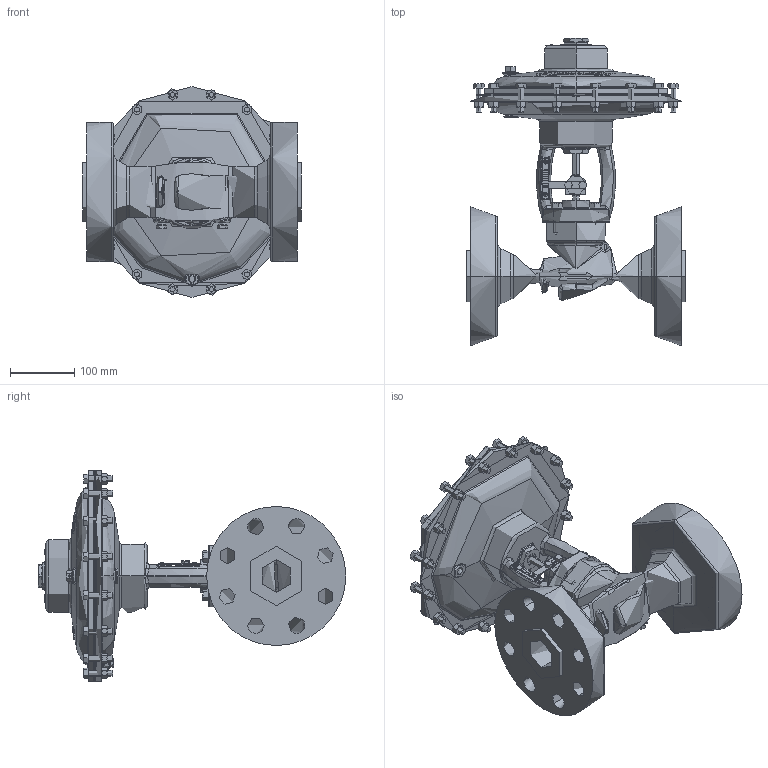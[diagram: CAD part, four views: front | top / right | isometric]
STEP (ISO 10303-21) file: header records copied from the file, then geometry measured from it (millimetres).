
FILE_DESCRIPTION (( 'STEP AP203' ), '1' );
FILE_NAME ('2 INCH HPMV 1500RF FMT (EGR).STEP', '2014-02-03T16:37:24', ( 'PCTech' ), ( 'Microsoft' ), 'SwSTEP 2.0', 'SolidWorks 2013', '' );
FILE_SCHEMA (( 'CONFIG_CONTROL_DESIGN' ));
Length unit declared in the file: inch
Products named in the file (1): 2 INCH HPMV 1500RF FMT (EGR)
Bounding box: 339.73 x 477.51 x 327.02 mm (x, y, z)
Volume: 4547747.6 mm3
Topology: 64 solids, 67 shells, 3026 faces, 7447 edges, 4674 vertices
Faces by surface type: plane 1290, cone 568, bspline 539, cylinder 428, torus 158, sphere 43
Full cylindrical faces by diameter (mm): 50.8 x1
Entity records: 146847 total; most frequent: CARTESIAN_POINT 80766, ORIENTED_EDGE 14828, DIRECTION 11894, EDGE_CURVE 7414, VERTEX_POINT 4670, AXIS2_PLACEMENT_3D 4469, EDGE_LOOP 3218, FACE_OUTER_BOUND 3026
